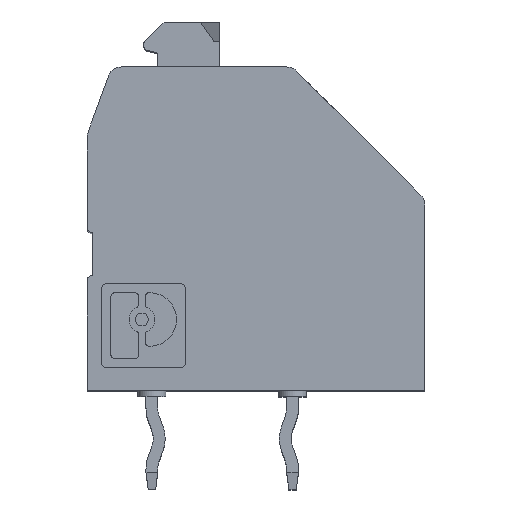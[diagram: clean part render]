
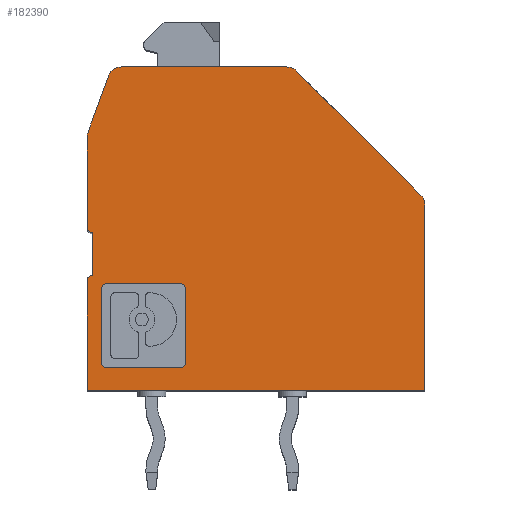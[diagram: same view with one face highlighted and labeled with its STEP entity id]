
A CAD part, top view. The second image highlights one B-rep face of the part: STEP entity #182390.
In plain terms, the highlighted planar face has unit normal (0, 0, 1).
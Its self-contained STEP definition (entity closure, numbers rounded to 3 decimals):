
#16850=CARTESIAN_POINT('',(0.754,11.171,13.43));
#16860=VERTEX_POINT('',#16850);
#16890=CARTESIAN_POINT('',(-3.312,0.,13.43));
#16900=DIRECTION('',(0.342,0.94,0.));
#16910=VECTOR('',#16900,1.);
#16920=LINE('',#16890,#16910);
#16930=CARTESIAN_POINT('',(0.03,9.183,13.43));
#16940=VERTEX_POINT('',#16930);
#16950=EDGE_CURVE('',#16940,#16860,#16920,.T.);
#46170=CARTESIAN_POINT('',(11.439,0.,13.43));
#46180=DIRECTION('',(0.,0.,1.));
#46190=DIRECTION('',(1.,0.,0.));
#46200=AXIS2_PLACEMENT_3D('',#46170,#46180,#46190);
#46210=PLANE('',#46200);
#72340=CARTESIAN_POINT('',(11.5,6.593,13.43));
#72350=DIRECTION('',(0.,0.,1.));
#72360=DIRECTION('',(1.,0.,0.));
#72370=AXIS2_PLACEMENT_3D('',#72340,#72350,#72360);
#72380=CIRCLE('',#72370,0.5);
#72390=CARTESIAN_POINT('',(12.,6.593,13.43));
#72400=VERTEX_POINT('',#72390);
#72410=CARTESIAN_POINT('',(11.854,6.946,13.43));
#72420=VERTEX_POINT('',#72410);
#72430=EDGE_CURVE('',#72400,#72420,#72380,.T.);
#86500=CARTESIAN_POINT('',(0.,11.5,13.43));
#86510=DIRECTION('',(1.,0.,0.));
#86520=VECTOR('',#86510,1.);
#86530=LINE('',#86500,#86520);
#86540=CARTESIAN_POINT('',(1.224,11.5,13.43));
#86550=VERTEX_POINT('',#86540);
#86560=CARTESIAN_POINT('',(7.093,11.5,13.43));
#86570=VERTEX_POINT('',#86560);
#86580=EDGE_CURVE('',#86550,#86570,#86530,.T.);
#114630=CARTESIAN_POINT('',(1.224,11.,13.43));
#114640=DIRECTION('',(0.,0.,1.));
#114650=DIRECTION('',(1.,0.,0.));
#114660=AXIS2_PLACEMENT_3D('',#114630,#114640,#114650);
#114670=CIRCLE('',#114660,0.5);
#114680=EDGE_CURVE('',#86550,#16860,#114670,.T.);
#115260=CARTESIAN_POINT('',(0.5,9.012,13.43));
#115270=DIRECTION('',(0.,0.,1.));
#115280=DIRECTION('',(1.,0.,0.));
#115290=AXIS2_PLACEMENT_3D('',#115260,#115270,#115280);
#115300=CIRCLE('',#115290,0.5);
#115310=CARTESIAN_POINT('',(0.,9.012,13.43));
#115320=VERTEX_POINT('',#115310);
#115330=EDGE_CURVE('',#16940,#115320,#115300,.T.);
#115600=CARTESIAN_POINT('',(0.,0.,13.43));
#115610=DIRECTION('',(0.,1.,0.));
#115620=VECTOR('',#115610,1.);
#115630=LINE('',#115600,#115620);
#115640=CARTESIAN_POINT('',(0.,5.8,13.43));
#115650=VERTEX_POINT('',#115640);
#115660=EDGE_CURVE('',#115650,#115320,#115630,.T.);
#115930=CARTESIAN_POINT('',(0.2,4.1,13.43));
#115940=VERTEX_POINT('',#115930);
#116020=CARTESIAN_POINT('',(0.2,5.6,13.43));
#116030=VERTEX_POINT('',#116020);
#116060=CARTESIAN_POINT('',(0.2,0.,13.43));
#116070=DIRECTION('',(0.,1.,0.));
#116080=VECTOR('',#116070,1.);
#116090=LINE('',#116060,#116080);
#116100=EDGE_CURVE('',#115940,#116030,#116090,.T.);
#116270=CARTESIAN_POINT('',(0.2,5.8,13.43));
#116280=DIRECTION('',(0.,0.,-1.));
#116290=DIRECTION('',(-1.,0.,0.));
#116300=AXIS2_PLACEMENT_3D('',#116270,#116280,#116290);
#116310=CIRCLE('',#116300,0.2);
#116320=EDGE_CURVE('',#116030,#115650,#116310,.T.);
#128990=CARTESIAN_POINT('',(0.,18.8,13.43));
#129000=DIRECTION('',(0.707,-0.707,0.));
#129010=VECTOR('',#129000,1.);
#129020=LINE('',#128990,#129010);
#129030=CARTESIAN_POINT('',(7.446,11.354,13.43));
#129040=VERTEX_POINT('',#129030);
#129050=EDGE_CURVE('',#129040,#72420,#129020,.T.);
#153320=CARTESIAN_POINT('',(0.,0.,13.43));
#153330=DIRECTION('',(0.,1.,0.));
#153340=VECTOR('',#153330,1.);
#153350=LINE('',#153320,#153340);
#153360=CARTESIAN_POINT('',(0.,0.,13.43));
#153370=VERTEX_POINT('',#153360);
#153380=CARTESIAN_POINT('',(0.,3.9,13.43));
#153390=VERTEX_POINT('',#153380);
#153400=EDGE_CURVE('',#153370,#153390,#153350,.T.);
#155110=CARTESIAN_POINT('',(12.,0.,13.43));
#155120=VERTEX_POINT('',#155110);
#155470=CARTESIAN_POINT('',(0.,0.,13.43));
#155480=DIRECTION('',(-1.,0.,0.));
#155490=VECTOR('',#155480,1.);
#155500=LINE('',#155470,#155490);
#155510=EDGE_CURVE('',#155120,#153370,#155500,.T.);
#178170=CARTESIAN_POINT('',(12.,0.,13.43));
#178180=DIRECTION('',(0.,-1.,0.));
#178190=VECTOR('',#178180,1.);
#178200=LINE('',#178170,#178190);
#178210=EDGE_CURVE('',#72400,#155120,#178200,.T.);
#180540=CARTESIAN_POINT('',(0.2,3.9,13.43));
#180550=DIRECTION('',(0.,0.,1.));
#180560=DIRECTION('',(1.,0.,0.));
#180570=AXIS2_PLACEMENT_3D('',#180540,#180550,#180560);
#180580=CIRCLE('',#180570,0.2);
#180590=EDGE_CURVE('',#115940,#153390,#180580,.T.);
#181000=CARTESIAN_POINT('',(7.093,11.,13.43));
#181010=DIRECTION('',(0.,0.,-1.));
#181020=DIRECTION('',(-1.,0.,0.));
#181030=AXIS2_PLACEMENT_3D('',#181000,#181010,#181020);
#181040=CIRCLE('',#181030,0.5);
#181050=EDGE_CURVE('',#86570,#129040,#181040,.T.);
#181530=ORIENTED_EDGE('',*,*,#153400,.F.);
#181540=ORIENTED_EDGE('',*,*,#180590,.T.);
#181550=ORIENTED_EDGE('',*,*,#116100,.F.);
#181560=ORIENTED_EDGE('',*,*,#116320,.F.);
#181570=ORIENTED_EDGE('',*,*,#115660,.F.);
#181580=ORIENTED_EDGE('',*,*,#115330,.T.);
#181590=ORIENTED_EDGE('',*,*,#16950,.F.);
#181600=ORIENTED_EDGE('',*,*,#114680,.T.);
#181610=ORIENTED_EDGE('',*,*,#86580,.F.);
#181620=ORIENTED_EDGE('',*,*,#181050,.F.);
#181630=ORIENTED_EDGE('',*,*,#129050,.F.);
#181640=ORIENTED_EDGE('',*,*,#72430,.T.);
#181650=ORIENTED_EDGE('',*,*,#178210,.F.);
#181660=ORIENTED_EDGE('',*,*,#155510,.F.);
#181670=EDGE_LOOP('',(#181660,#181650,#181640,#181630,#181620,#181610,
#181600,#181590,#181580,#181570,#181560,#181550,#181540,#181530));
#181680=FACE_OUTER_BOUND('',#181670,.T.);
#181690=CARTESIAN_POINT('',(3.289,3.589,13.43));
#181700=DIRECTION('',(0.,0.,1.));
#181710=DIRECTION('',(1.,0.,0.));
#181720=AXIS2_PLACEMENT_3D('',#181690,#181700,#181710);
#181730=CIRCLE('',#181720,0.211);
#181740=CARTESIAN_POINT('',(3.5,3.589,13.43));
#181750=VERTEX_POINT('',#181740);
#181760=CARTESIAN_POINT('',(3.289,3.8,13.43));
#181770=VERTEX_POINT('',#181760);
#181780=EDGE_CURVE('',#181750,#181770,#181730,.T.);
#181790=ORIENTED_EDGE('',*,*,#181780,.F.);
#181800=CARTESIAN_POINT('',(0.,3.8,13.43));
#181810=DIRECTION('',(-1.,0.,0.));
#181820=VECTOR('',#181810,1.);
#181830=LINE('',#181800,#181820);
#181840=CARTESIAN_POINT('',(0.711,3.8,13.43));
#181850=VERTEX_POINT('',#181840);
#181860=EDGE_CURVE('',#181770,#181850,#181830,.T.);
#181870=ORIENTED_EDGE('',*,*,#181860,.F.);
#181880=CARTESIAN_POINT('',(0.711,3.589,13.43));
#181890=DIRECTION('',(0.,0.,1.));
#181900=DIRECTION('',(1.,0.,0.));
#181910=AXIS2_PLACEMENT_3D('',#181880,#181890,#181900);
#181920=CIRCLE('',#181910,0.211);
#181930=CARTESIAN_POINT('',(0.5,3.589,13.43));
#181940=VERTEX_POINT('',#181930);
#181950=EDGE_CURVE('',#181850,#181940,#181920,.T.);
#181960=ORIENTED_EDGE('',*,*,#181950,.F.);
#181970=CARTESIAN_POINT('',(0.5,0.,13.43));
#181980=DIRECTION('',(0.,-1.,0.));
#181990=VECTOR('',#181980,1.);
#182000=LINE('',#181970,#181990);
#182010=CARTESIAN_POINT('',(0.5,1.011,13.43));
#182020=VERTEX_POINT('',#182010);
#182030=EDGE_CURVE('',#181940,#182020,#182000,.T.);
#182040=ORIENTED_EDGE('',*,*,#182030,.F.);
#182050=CARTESIAN_POINT('',(0.711,1.011,13.43));
#182060=DIRECTION('',(0.,0.,1.));
#182070=DIRECTION('',(1.,0.,0.));
#182080=AXIS2_PLACEMENT_3D('',#182050,#182060,#182070);
#182090=CIRCLE('',#182080,0.211);
#182100=CARTESIAN_POINT('',(0.711,0.8,13.43));
#182110=VERTEX_POINT('',#182100);
#182120=EDGE_CURVE('',#182020,#182110,#182090,.T.);
#182130=ORIENTED_EDGE('',*,*,#182120,.F.);
#182140=CARTESIAN_POINT('',(0.,0.8,13.43));
#182150=DIRECTION('',(1.,0.,0.));
#182160=VECTOR('',#182150,1.);
#182170=LINE('',#182140,#182160);
#182180=CARTESIAN_POINT('',(3.289,0.8,13.43));
#182190=VERTEX_POINT('',#182180);
#182200=EDGE_CURVE('',#182110,#182190,#182170,.T.);
#182210=ORIENTED_EDGE('',*,*,#182200,.F.);
#182220=CARTESIAN_POINT('',(3.289,1.011,13.43));
#182230=DIRECTION('',(0.,0.,1.));
#182240=DIRECTION('',(1.,0.,0.));
#182250=AXIS2_PLACEMENT_3D('',#182220,#182230,#182240);
#182260=CIRCLE('',#182250,0.211);
#182270=CARTESIAN_POINT('',(3.5,1.011,13.43));
#182280=VERTEX_POINT('',#182270);
#182290=EDGE_CURVE('',#182190,#182280,#182260,.T.);
#182300=ORIENTED_EDGE('',*,*,#182290,.F.);
#182310=CARTESIAN_POINT('',(3.5,0.,13.43));
#182320=DIRECTION('',(0.,1.,0.));
#182330=VECTOR('',#182320,1.);
#182340=LINE('',#182310,#182330);
#182350=EDGE_CURVE('',#182280,#181750,#182340,.T.);
#182360=ORIENTED_EDGE('',*,*,#182350,.F.);
#182370=EDGE_LOOP('',(#182360,#182300,#182210,#182130,#182040,#181960,
#181870,#181790));
#182380=FACE_BOUND('',#182370,.T.);
#182390=ADVANCED_FACE('',(#181680,#182380),#46210,.T.);
